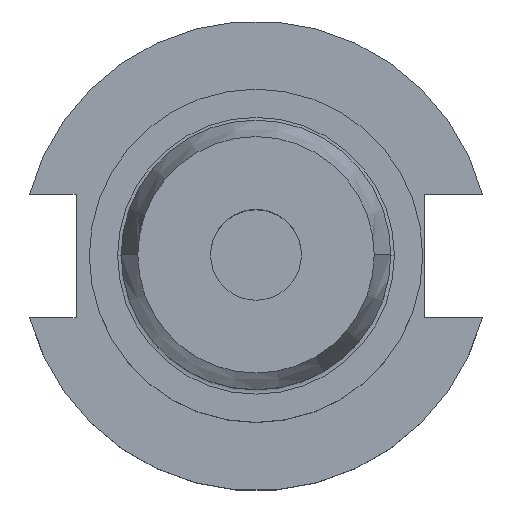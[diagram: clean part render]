
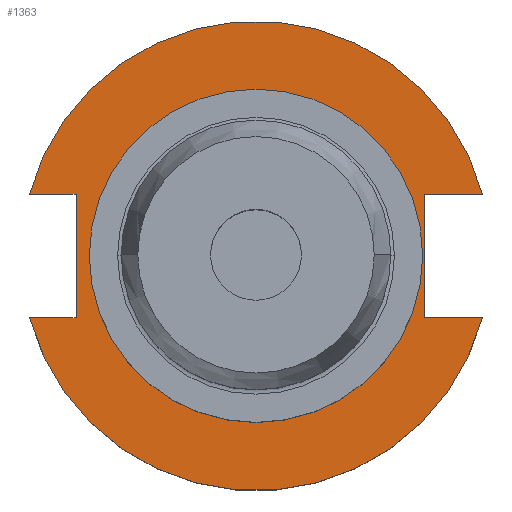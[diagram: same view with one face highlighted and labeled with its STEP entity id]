
A CAD part, top view. The second image highlights one B-rep face of the part: STEP entity #1363.
In plain terms, the highlighted planar face has unit normal (0, 0, 1).
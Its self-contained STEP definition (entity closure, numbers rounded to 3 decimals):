
#19 = ORIENTED_EDGE ( 'NONE', *, *, #133, .T. ) ;
#21 = ORIENTED_EDGE ( 'NONE', *, *, #792, .T. ) ;
#46 = ORIENTED_EDGE ( 'NONE', *, *, #654, .F. ) ;
#55 = DIRECTION ( 'NONE',  ( 0., 0., 1. ) ) ;
#79 = ORIENTED_EDGE ( 'NONE', *, *, #1500, .F. ) ;
#106 = EDGE_CURVE ( 'NONE', #812, #224, #1473, .T. ) ;
#124 = LINE ( 'NONE', #1571, #1491 ) ;
#133 = EDGE_CURVE ( 'NONE', #902, #224, #437, .T. ) ;
#164 = VECTOR ( 'NONE', #937, 1000. ) ;
#183 = CARTESIAN_POINT ( 'NONE',  ( 47.477, 12.954, 19.05 ) ) ;
#206 = LINE ( 'NONE', #1631, #639 ) ;
#218 = EDGE_CURVE ( 'NONE', #796, #859, #1137, .T. ) ;
#224 = VERTEX_POINT ( 'NONE', #1285 ) ;
#253 = VERTEX_POINT ( 'NONE', #1474 ) ;
#280 = VECTOR ( 'NONE', #818, 1000. ) ;
#310 = AXIS2_PLACEMENT_3D ( 'NONE', #550, #702, #1731 ) ;
#314 = ORIENTED_EDGE ( 'NONE', *, *, #106, .F. ) ;
#320 = CIRCLE ( 'NONE', #310, 49.212 ) ;
#333 = EDGE_CURVE ( 'NONE', #1645, #812, #1561, .T. ) ;
#342 = VERTEX_POINT ( 'NONE', #1354 ) ;
#368 = LINE ( 'NONE', #1198, #280 ) ;
#397 = EDGE_CURVE ( 'NONE', #342, #835, #1806, .T. ) ;
#400 = AXIS2_PLACEMENT_3D ( 'NONE', #1478, #1030, #1321 ) ;
#420 = CARTESIAN_POINT ( 'NONE',  ( 0., 0., 19.05 ) ) ;
#423 = AXIS2_PLACEMENT_3D ( 'NONE', #1217, #1372, #1668 ) ;
#437 = CIRCLE ( 'NONE', #917, 49.212 ) ;
#473 = CARTESIAN_POINT ( 'NONE',  ( -37.719, 12.954, 19.05 ) ) ;
#518 = EDGE_CURVE ( 'NONE', #835, #342, #1368, .T. ) ;
#545 = DIRECTION ( 'NONE',  ( 0., -1., 0. ) ) ;
#550 = CARTESIAN_POINT ( 'NONE',  ( 0., 0., 19.05 ) ) ;
#561 = DIRECTION ( 'NONE',  ( 1., 0., 0. ) ) ;
#577 = VECTOR ( 'NONE', #1407, 1000. ) ;
#639 = VECTOR ( 'NONE', #1048, 1000. ) ;
#654 = EDGE_CURVE ( 'NONE', #1876, #1645, #124, .T. ) ;
#702 = DIRECTION ( 'NONE',  ( 0., 0., 1. ) ) ;
#792 = EDGE_CURVE ( 'NONE', #1876, #253, #320, .T. ) ;
#796 = VERTEX_POINT ( 'NONE', #1882 ) ;
#812 = VERTEX_POINT ( 'NONE', #1619 ) ;
#818 = DIRECTION ( 'NONE',  ( -1., 0., 0. ) ) ;
#835 = VERTEX_POINT ( 'NONE', #1337 ) ;
#859 = VERTEX_POINT ( 'NONE', #1549 ) ;
#902 = VERTEX_POINT ( 'NONE', #183 ) ;
#917 = AXIS2_PLACEMENT_3D ( 'NONE', #420, #1891, #561 ) ;
#937 = DIRECTION ( 'NONE',  ( 0., 1., 0. ) ) ;
#984 = CARTESIAN_POINT ( 'NONE',  ( -63.719, 12.954, 19.05 ) ) ;
#1030 = DIRECTION ( 'NONE',  ( 0., 0., 1. ) ) ;
#1046 = EDGE_LOOP ( 'NONE', ( #21, #1476, #1199, #79, #19, #314, #1115, #46 ) ) ;
#1048 = DIRECTION ( 'NONE',  ( 1., 0., 0. ) ) ;
#1070 = EDGE_CURVE ( 'NONE', #859, #253, #206, .T. ) ;
#1115 = ORIENTED_EDGE ( 'NONE', *, *, #333, .F. ) ;
#1137 = LINE ( 'NONE', #1747, #1492 ) ;
#1172 = FACE_OUTER_BOUND ( 'NONE', #1046, .T. ) ;
#1193 = ORIENTED_EDGE ( 'NONE', *, *, #518, .F. ) ;
#1198 = CARTESIAN_POINT ( 'NONE',  ( 35.306, 12.954, 19.05 ) ) ;
#1199 = ORIENTED_EDGE ( 'NONE', *, *, #218, .F. ) ;
#1217 = CARTESIAN_POINT ( 'NONE',  ( 0., 0., 19.05 ) ) ;
#1272 = FACE_BOUND ( 'NONE', #1320, .T. ) ;
#1285 = CARTESIAN_POINT ( 'NONE',  ( -47.477, 12.954, 19.05 ) ) ;
#1314 = PLANE ( 'NONE',  #400 ) ;
#1320 = EDGE_LOOP ( 'NONE', ( #1193, #1764 ) ) ;
#1321 = DIRECTION ( 'NONE',  ( 1., 0., 0. ) ) ;
#1337 = CARTESIAN_POINT ( 'NONE',  ( 34.925, 0., 19.05 ) ) ;
#1354 = CARTESIAN_POINT ( 'NONE',  ( -34.925, 0., 19.05 ) ) ;
#1363 = ADVANCED_FACE ( 'NONE', ( #1272, #1172 ), #1314, .T. ) ;
#1368 = CIRCLE ( 'NONE', #1863, 34.925 ) ;
#1372 = DIRECTION ( 'NONE',  ( 0., 0., 1. ) ) ;
#1407 = DIRECTION ( 'NONE',  ( -1., 0., 0. ) ) ;
#1434 = DIRECTION ( 'NONE',  ( 1., 0., 0. ) ) ;
#1471 = CARTESIAN_POINT ( 'NONE',  ( -37.719, -12.954, 19.05 ) ) ;
#1473 = LINE ( 'NONE', #984, #577 ) ;
#1474 = CARTESIAN_POINT ( 'NONE',  ( 47.477, -12.954, 19.05 ) ) ;
#1476 = ORIENTED_EDGE ( 'NONE', *, *, #1070, .F. ) ;
#1478 = CARTESIAN_POINT ( 'NONE',  ( 0., 49.212, 19.05 ) ) ;
#1491 = VECTOR ( 'NONE', #1434, 1000. ) ;
#1492 = VECTOR ( 'NONE', #545, 1000. ) ;
#1500 = EDGE_CURVE ( 'NONE', #902, #796, #368, .T. ) ;
#1521 = CARTESIAN_POINT ( 'NONE',  ( -47.477, -12.954, 19.05 ) ) ;
#1549 = CARTESIAN_POINT ( 'NONE',  ( 35.306, -12.954, 19.05 ) ) ;
#1561 = LINE ( 'NONE', #473, #164 ) ;
#1571 = CARTESIAN_POINT ( 'NONE',  ( -63.719, -12.954, 19.05 ) ) ;
#1619 = CARTESIAN_POINT ( 'NONE',  ( -37.719, 12.954, 19.05 ) ) ;
#1631 = CARTESIAN_POINT ( 'NONE',  ( 35.306, -12.954, 19.05 ) ) ;
#1645 = VERTEX_POINT ( 'NONE', #1471 ) ;
#1668 = DIRECTION ( 'NONE',  ( 1., 0., 0. ) ) ;
#1731 = DIRECTION ( 'NONE',  ( 1., 0., 0. ) ) ;
#1747 = CARTESIAN_POINT ( 'NONE',  ( 35.306, 12.954, 19.05 ) ) ;
#1764 = ORIENTED_EDGE ( 'NONE', *, *, #397, .F. ) ;
#1806 = CIRCLE ( 'NONE', #423, 34.925 ) ;
#1839 = DIRECTION ( 'NONE',  ( 1., 0., 0. ) ) ;
#1844 = CARTESIAN_POINT ( 'NONE',  ( 0., 0., 19.05 ) ) ;
#1863 = AXIS2_PLACEMENT_3D ( 'NONE', #1844, #55, #1839 ) ;
#1876 = VERTEX_POINT ( 'NONE', #1521 ) ;
#1882 = CARTESIAN_POINT ( 'NONE',  ( 35.306, 12.954, 19.05 ) ) ;
#1891 = DIRECTION ( 'NONE',  ( 0., 0., 1. ) ) ;
